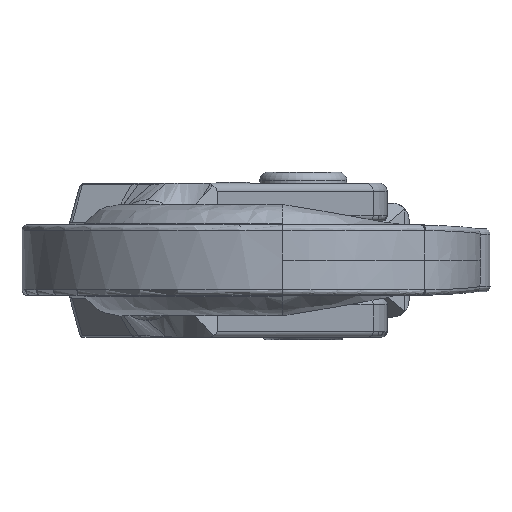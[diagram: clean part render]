
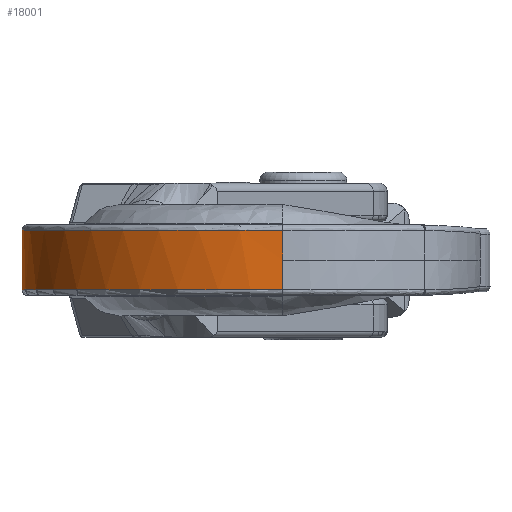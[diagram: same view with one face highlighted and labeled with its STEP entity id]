
A CAD part, front view. The second image highlights one B-rep face of the part: STEP entity #18001.
In plain terms, the highlighted cylindrical face has radius 46.961 mm (diameter 93.921 mm), a partial arc.
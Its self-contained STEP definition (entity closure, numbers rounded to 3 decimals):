
#16346=CARTESIAN_POINT('Line Origine',(-46.961,-96.039,0.)) ;
#16350=CARTESIAN_POINT('Vertex',(-46.961,-96.039,-5.35)) ;
#16352=CARTESIAN_POINT('Vertex',(-46.961,-96.039,5.35)) ;
#17951=CARTESIAN_POINT('Axis2P3D Location',(0.,-96.039,0.)) ;
#17957=CARTESIAN_POINT('Control Point',(-46.961,-96.039,-5.35)) ;
#17958=CARTESIAN_POINT('Control Point',(-46.961,-103.416,-5.35)) ;
#17959=CARTESIAN_POINT('Control Point',(-45.512,-110.792,-5.35)) ;
#17960=CARTESIAN_POINT('Control Point',(-42.614,-117.789,-5.35)) ;
#17961=CARTESIAN_POINT('Control Point',(-34.23,-130.27,-5.35)) ;
#17962=CARTESIAN_POINT('Control Point',(-21.75,-138.653,-5.35)) ;
#17963=CARTESIAN_POINT('Control Point',(-14.753,-141.552,-5.35)) ;
#17964=CARTESIAN_POINT('Control Point',(-7.377,-143.,-5.35)) ;
#17965=CARTESIAN_POINT('Control Point',(0.,-143.,-5.35)) ;
#17966=CARTESIAN_POINT('Vertex',(0.,-143.,-5.35)) ;
#17969=CARTESIAN_POINT('Line Origine',(0.,-143.,0.)) ;
#17973=CARTESIAN_POINT('Vertex',(0.,-143.,0.)) ;
#17976=CARTESIAN_POINT('Line Origine',(0.,-143.,0.)) ;
#17980=CARTESIAN_POINT('Vertex',(0.,-143.,5.35)) ;
#17984=CARTESIAN_POINT('Control Point',(0.,-143.,5.35)) ;
#17985=CARTESIAN_POINT('Control Point',(-7.377,-143.,5.35)) ;
#17986=CARTESIAN_POINT('Control Point',(-14.753,-141.552,5.35)) ;
#17987=CARTESIAN_POINT('Control Point',(-21.75,-138.653,5.35)) ;
#17988=CARTESIAN_POINT('Control Point',(-34.23,-130.27,5.35)) ;
#17989=CARTESIAN_POINT('Control Point',(-42.614,-117.789,5.35)) ;
#17990=CARTESIAN_POINT('Control Point',(-45.512,-110.792,5.35)) ;
#17991=CARTESIAN_POINT('Control Point',(-46.961,-103.416,5.35)) ;
#17992=CARTESIAN_POINT('Control Point',(-46.961,-96.039,5.35)) ;
#16347=DIRECTION('Vector Direction',(0.,0.,1.)) ;
#17952=DIRECTION('Axis2P3D Direction',(0.,0.,1.)) ;
#17953=DIRECTION('Axis2P3D XDirection',(-1.,0.,-0.)) ;
#17970=DIRECTION('Vector Direction',(0.,0.,1.)) ;
#17977=DIRECTION('Vector Direction',(0.,0.,1.)) ;
#17954=AXIS2_PLACEMENT_3D('Cylinder Axis2P3D',#17951,#17952,#17953) ;
#17995=ORIENTED_EDGE('',*,*,#16354,.F.) ;
#17996=ORIENTED_EDGE('',*,*,#17968,.T.) ;
#17997=ORIENTED_EDGE('',*,*,#17975,.F.) ;
#17998=ORIENTED_EDGE('',*,*,#17982,.F.) ;
#17999=ORIENTED_EDGE('',*,*,#17993,.T.) ;
#16348=VECTOR('Line Direction',#16347,1.) ;
#17971=VECTOR('Line Direction',#17970,1.) ;
#17978=VECTOR('Line Direction',#17977,1.) ;
#18001=ADVANCED_FACE('\X2\96646599\X0\-\X2\65CB8F49\X0\1',(#18000),#17955,.T.) ;
#17956=B_SPLINE_CURVE_WITH_KNOTS('',5,(#17957,#17958,#17959,#17960,#17961,#17962,#17963,#17964,#17965),.UNSPECIFIED.,.F.,.U.,(6,3,6),(-36.883,0.,36.883),.UNSPECIFIED.) ;
#17983=B_SPLINE_CURVE_WITH_KNOTS('',5,(#17984,#17985,#17986,#17987,#17988,#17989,#17990,#17991,#17992),.UNSPECIFIED.,.F.,.U.,(6,3,6),(-36.883,0.,36.883),.UNSPECIFIED.) ;
#17955=CYLINDRICAL_SURFACE('generated cylinder',#17954,46.961) ;
#16354=EDGE_CURVE('',#16351,#16353,#16349,.T.) ;
#17968=EDGE_CURVE('',#16351,#17967,#17956,.T.) ;
#17975=EDGE_CURVE('',#17974,#17967,#17972,.F.) ;
#17982=EDGE_CURVE('',#17981,#17974,#17979,.F.) ;
#17993=EDGE_CURVE('',#17981,#16353,#17983,.T.) ;
#17994=EDGE_LOOP('',(#17995,#17996,#17997,#17998,#17999)) ;
#18000=FACE_OUTER_BOUND('',#17994,.T.) ;
#16349=LINE('Line',#16346,#16348) ;
#17972=LINE('Line',#17969,#17971) ;
#17979=LINE('Line',#17976,#17978) ;
#16351=VERTEX_POINT('',#16350) ;
#16353=VERTEX_POINT('',#16352) ;
#17967=VERTEX_POINT('',#17966) ;
#17974=VERTEX_POINT('',#17973) ;
#17981=VERTEX_POINT('',#17980) ;
